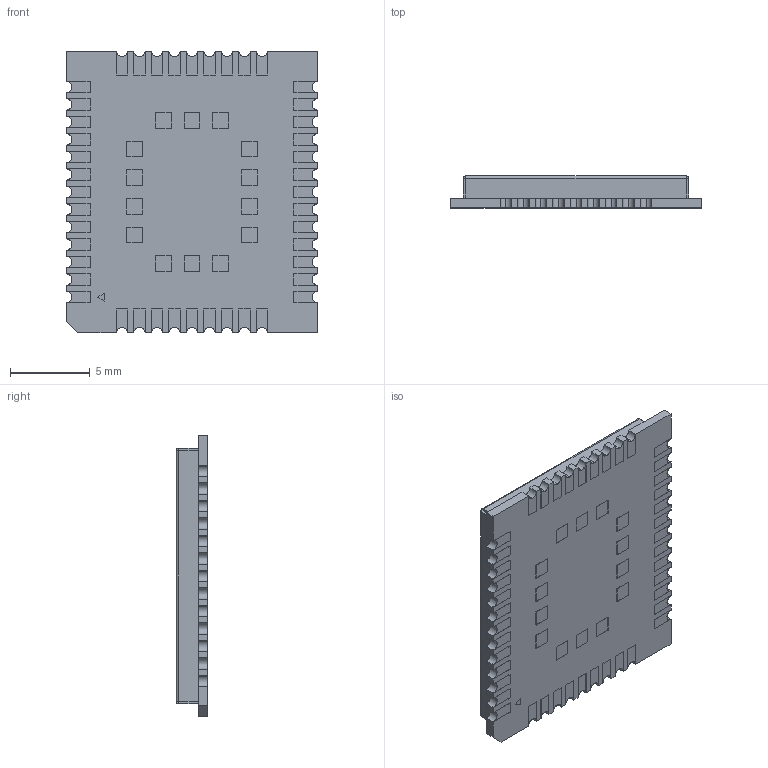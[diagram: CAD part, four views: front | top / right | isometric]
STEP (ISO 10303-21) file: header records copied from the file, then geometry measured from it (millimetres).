
FILE_DESCRIPTION (( 'STEP AP214' ), '1' );
FILE_NAME ('BC66NB-04-STD.STEP', '2022-02-26T17:45:43', ( '' ), ( '' ), 'SwSTEP 2.0', 'SolidWorks 2017', '' );
FILE_SCHEMA (( 'AUTOMOTIVE_DESIGN' ));
Length unit declared in the file: millimetre
Products named in the file (1): BC66NB-04-STD
Bounding box: 15.8 x 2 x 17.7 mm (x, y, z)
Volume: 207.5 mm3; surface area: 1310.9 mm2
Topology: 62 solids, 62 shells, 760 faces, 1743 edges, 1122 vertices
Faces by surface type: plane 634, cylinder 118, bspline 8
Entity records: 21758 total; most frequent: CARTESIAN_POINT 3826, ORIENTED_EDGE 3486, DIRECTION 3453, EDGE_CURVE 1743, VECTOR 1507, LINE 1507, VERTEX_POINT 1122, AXIS2_PLACEMENT_3D 973
